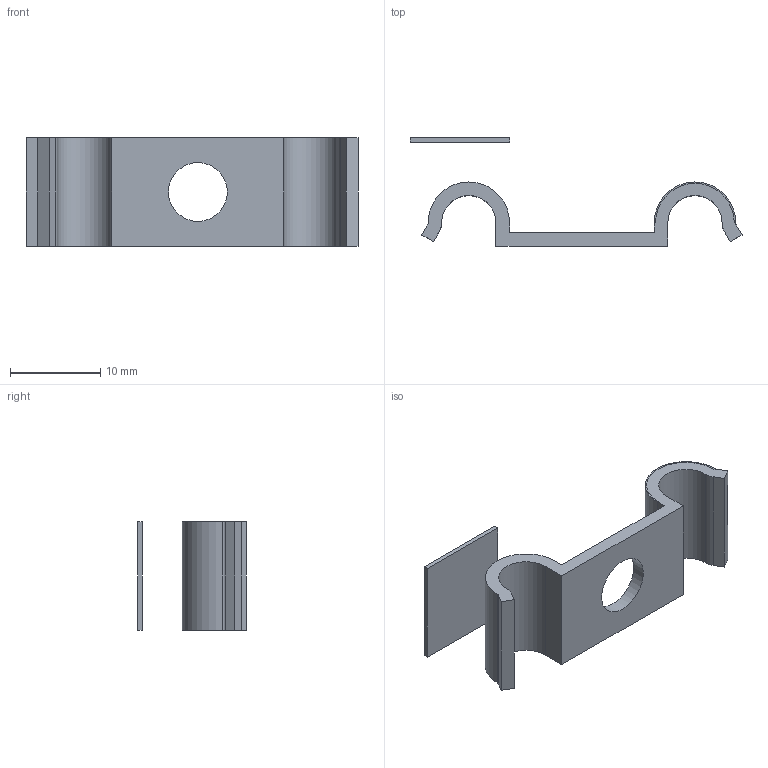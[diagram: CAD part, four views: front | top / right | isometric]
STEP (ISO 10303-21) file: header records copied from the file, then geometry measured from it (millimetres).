
FILE_DESCRIPTION (( 'STEP AP214' ), '1' );
FILE_NAME ('1009457.stp', '2022-10-10T08:29:33', ( '' ), ( '' ), 'SwSTEP 2.0', 'SolidWorks 2020', '' );
FILE_SCHEMA (( 'AUTOMOTIVE_DESIGN' ));
Length unit declared in the file: millimetre
Products named in the file (1): 1009457
Bounding box: 36.7 x 12 x 12 mm (x, y, z)
Surface area: 1763.8 mm2 (no closed solid volume)
Topology: 0 solids, 3 shells, 30 faces, 79 edges, 54 vertices
Faces by surface type: plane 20, cylinder 10
Full cylindrical faces by diameter (mm): 6.5 x1
Entity records: 971 total; most frequent: CARTESIAN_POINT 163, DIRECTION 160, ORIENTED_EDGE 152, EDGE_CURVE 78, LINE 58, VECTOR 58, VERTEX_POINT 54, AXIS2_PLACEMENT_3D 51
